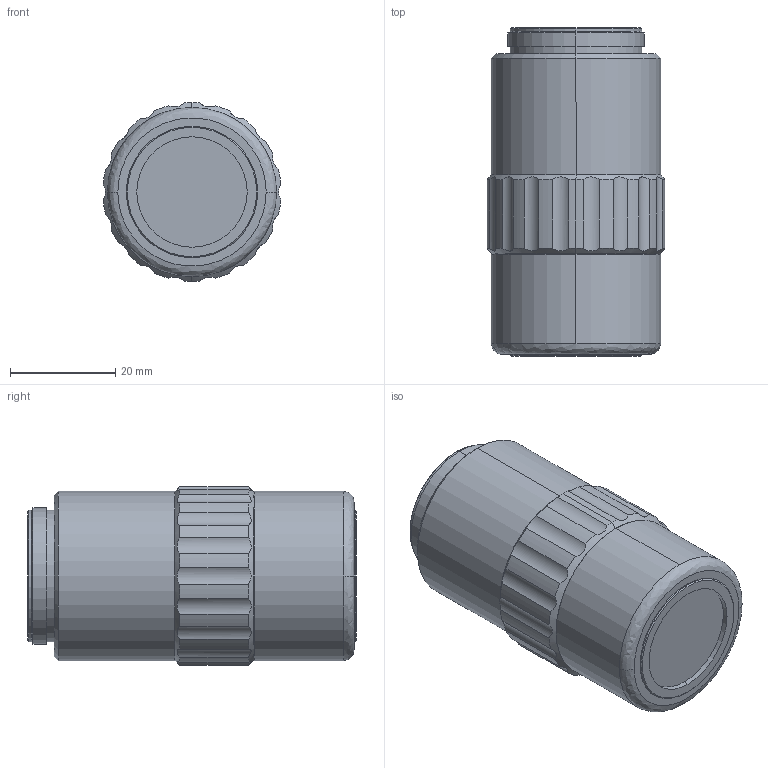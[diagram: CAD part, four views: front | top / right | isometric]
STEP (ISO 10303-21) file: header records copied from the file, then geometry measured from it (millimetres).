
FILE_DESCRIPTION (( 'STEP AP203' ), '1' );
FILE_NAME ('690024.STEP', '2024-07-31T01:49:14', ( '' ), ( '' ), 'SwSTEP 2.0', 'SolidWorks 2020', '' );
FILE_SCHEMA (( 'CONFIG_CONTROL_DESIGN' ));
Length unit declared in the file: millimetre
Products named in the file (1): 690024
Bounding box: 33.86 x 62.5 x 34 mm (x, y, z)
Volume: 49722.8 mm3; surface area: 8010.8 mm2
Topology: 1 solids, 1 shells, 82 faces, 209 edges, 134 vertices
Faces by surface type: cylinder 57, cone 16, plane 7, bspline 2
Entity records: 2994 total; most frequent: CARTESIAN_POINT 950, ORIENTED_EDGE 418, DIRECTION 415, EDGE_CURVE 209, AXIS2_PLACEMENT_3D 171, VERTEX_POINT 134, CIRCLE 90, EDGE_LOOP 87
